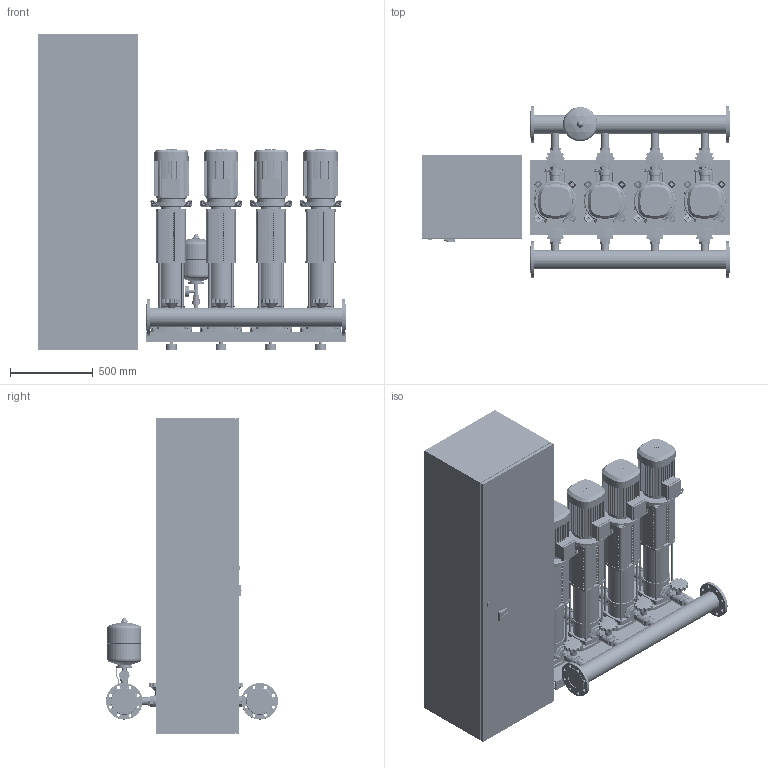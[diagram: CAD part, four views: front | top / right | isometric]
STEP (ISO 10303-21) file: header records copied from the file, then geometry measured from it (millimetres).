
FILE_DESCRIPTION((''),'2;1');
FILE_NAME('3d_CO-4HELIXV1608_K_CC-01-2532225.stp','2016-01-25T09:04:34',(''),(''),'Mechanical Desktop 2009','Mechanical Desktop 2009',', , ');
FILE_SCHEMA(('CONFIG_CONTROL_DESIGN'));
Length unit declared in the file: millimetre
Products named in the file (1): Product
Bounding box: 1850 x 1036 x 1900 mm (x, y, z)
Volume: 724880219.1 mm3; surface area: 16821006.9 mm2
Topology: 202 solids, 202 shells, 7531 faces, 20023 edges, 13130 vertices
Faces by surface type: plane 3295, bspline 2028, cylinder 1750, cone 312, torus 120, sphere 26
Entity records: 250281 total; most frequent: CARTESIAN_POINT 62983, ORIENTED_EDGE 39998, DIRECTION 36109, EDGE_CURVE 19999, VERTEX_POINT 13124, VECTOR 13113, LINE 13113, AXIS2_PLACEMENT_3D 11498
